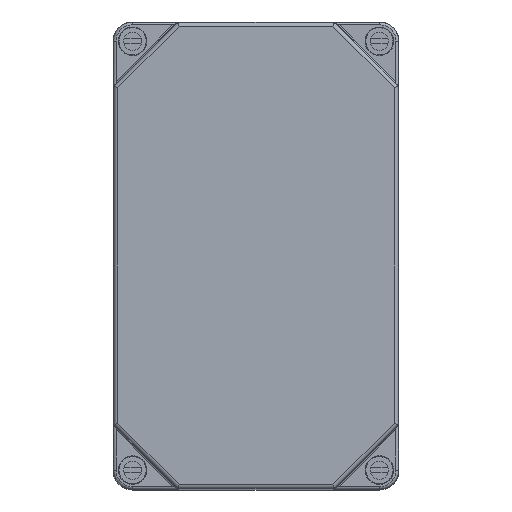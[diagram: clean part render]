
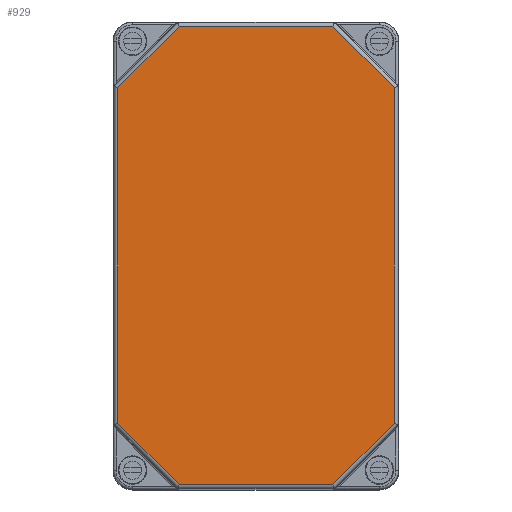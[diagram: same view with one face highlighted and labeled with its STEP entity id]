
A CAD part, top view. The second image highlights one B-rep face of the part: STEP entity #929.
In plain terms, the highlighted planar face has unit normal (0, 0, 1).
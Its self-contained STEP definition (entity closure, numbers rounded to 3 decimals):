
#929 = ADVANCED_FACE( '', ( #2382 ), #2383, .T. );
#2382 = FACE_OUTER_BOUND( '', #4523, .T. );
#2383 = PLANE( '', #4524 );
#4523 = EDGE_LOOP( '', ( #7119, #7120, #7121, #7122, #7123, #7124, #7125, #7126 ) );
#4524 = AXIS2_PLACEMENT_3D( '', #7127, #7128, #7129 );
#7119 = ORIENTED_EDGE( '', *, *, #12395, .T. );
#7120 = ORIENTED_EDGE( '', *, *, #12396, .F. );
#7121 = ORIENTED_EDGE( '', *, *, #12397, .T. );
#7122 = ORIENTED_EDGE( '', *, *, #12398, .F. );
#7123 = ORIENTED_EDGE( '', *, *, #12399, .T. );
#7124 = ORIENTED_EDGE( '', *, *, #12400, .T. );
#7125 = ORIENTED_EDGE( '', *, *, #12401, .T. );
#7126 = ORIENTED_EDGE( '', *, *, #12402, .T. );
#7127 = CARTESIAN_POINT( '', ( 0., 0., 92.5 ) );
#7128 = DIRECTION( '', ( 0., 0., 1. ) );
#7129 = DIRECTION( '', ( 1., 0., 0. ) );
#12395 = EDGE_CURVE( '', #14892, #14893, #14894, .T. );
#12396 = EDGE_CURVE( '', #14895, #14893, #14896, .T. );
#12397 = EDGE_CURVE( '', #14895, #14897, #14898, .T. );
#12398 = EDGE_CURVE( '', #14899, #14897, #14900, .T. );
#12399 = EDGE_CURVE( '', #14899, #14901, #14902, .T. );
#12400 = EDGE_CURVE( '', #14901, #14903, #14904, .T. );
#12401 = EDGE_CURVE( '', #14903, #14905, #14906, .T. );
#12402 = EDGE_CURVE( '', #14905, #14892, #14907, .T. );
#14892 = VERTEX_POINT( '', #18403 );
#14893 = VERTEX_POINT( '', #18404 );
#14894 = LINE( '', #18405, #18406 );
#14895 = VERTEX_POINT( '', #18407 );
#14896 = LINE( '', #18408, #18409 );
#14897 = VERTEX_POINT( '', #18410 );
#14898 = LINE( '', #18411, #18412 );
#14899 = VERTEX_POINT( '', #18413 );
#14900 = LINE( '', #18414, #18415 );
#14901 = VERTEX_POINT( '', #18416 );
#14902 = LINE( '', #18417, #18418 );
#14903 = VERTEX_POINT( '', #18419 );
#14904 = LINE( '', #18420, #18421 );
#14905 = VERTEX_POINT( '', #18422 );
#14906 = LINE( '', #18423, #18424 );
#14907 = LINE( '', #18425, #18426 );
#18403 = CARTESIAN_POINT( '', ( -53.182, -64.546, 92.5 ) );
#18404 = CARTESIAN_POINT( '', ( -29.546, -88.182, 92.5 ) );
#18405 = CARTESIAN_POINT( '', ( -59.042, -58.686, 92.5 ) );
#18406 = VECTOR( '', #22234, 1000. );
#18407 = CARTESIAN_POINT( '', ( 29.546, -88.182, 92.5 ) );
#18408 = CARTESIAN_POINT( '', ( 100., -88.182, 92.5 ) );
#18409 = VECTOR( '', #22235, 1000. );
#18410 = CARTESIAN_POINT( '', ( 53.182, -64.546, 92.5 ) );
#18411 = CARTESIAN_POINT( '', ( 23.686, -94.042, 92.5 ) );
#18412 = VECTOR( '', #22236, 1000. );
#18413 = CARTESIAN_POINT( '', ( 53.182, 64.546, 92.5 ) );
#18414 = CARTESIAN_POINT( '', ( 53.182, 150., 92.5 ) );
#18415 = VECTOR( '', #22237, 1000. );
#18416 = CARTESIAN_POINT( '', ( 29.546, 88.182, 92.5 ) );
#18417 = CARTESIAN_POINT( '', ( 59.042, 58.686, 92.5 ) );
#18418 = VECTOR( '', #22238, 1000. );
#18419 = CARTESIAN_POINT( '', ( -29.546, 88.182, 92.5 ) );
#18420 = CARTESIAN_POINT( '', ( 100., 88.182, 92.5 ) );
#18421 = VECTOR( '', #22239, 1000. );
#18422 = CARTESIAN_POINT( '', ( -53.182, 64.546, 92.5 ) );
#18423 = CARTESIAN_POINT( '', ( -23.686, 94.042, 92.5 ) );
#18424 = VECTOR( '', #22240, 1000. );
#18425 = CARTESIAN_POINT( '', ( -53.182, 150., 92.5 ) );
#18426 = VECTOR( '', #22241, 1000. );
#22234 = DIRECTION( '', ( 0.707, -0.707, 0. ) );
#22235 = DIRECTION( '', ( -1., 0., 0. ) );
#22236 = DIRECTION( '', ( 0.707, 0.707, 0. ) );
#22237 = DIRECTION( '', ( 0., -1., 0. ) );
#22238 = DIRECTION( '', ( -0.707, 0.707, 0. ) );
#22239 = DIRECTION( '', ( -1., 0., 0. ) );
#22240 = DIRECTION( '', ( -0.707, -0.707, 0. ) );
#22241 = DIRECTION( '', ( 0., -1., 0. ) );
